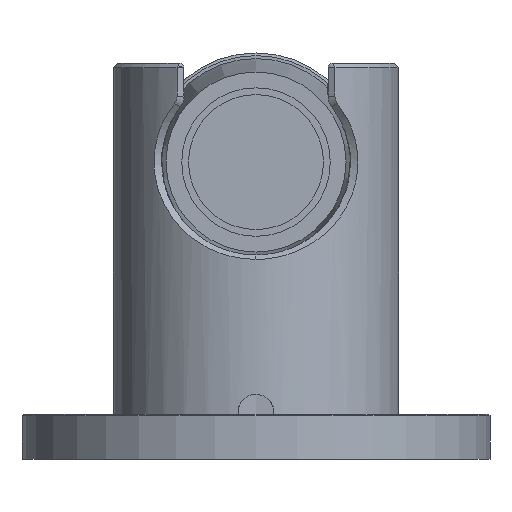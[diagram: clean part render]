
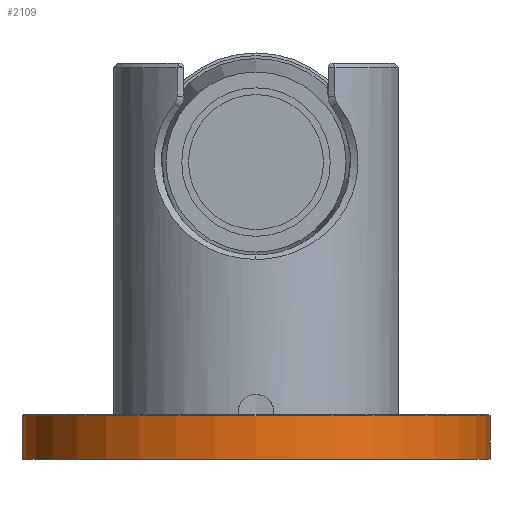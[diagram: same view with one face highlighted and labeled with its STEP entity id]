
A CAD part, front view. The second image highlights one B-rep face of the part: STEP entity #2109.
In plain terms, the highlighted cylindrical face has radius 26 mm (diameter 52 mm), a full revolution.
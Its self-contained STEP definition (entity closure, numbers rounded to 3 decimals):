
#115=CIRCLE('',#2378,26.);
#116=CIRCLE('',#2380,26.);
#202=CYLINDRICAL_SURFACE('',#2379,26.);
#549=ORIENTED_EDGE('',*,*,#1008,.F.);
#550=ORIENTED_EDGE('',*,*,#1007,.T.);
#1007=EDGE_CURVE('',#1250,#1250,#115,.T.);
#1008=EDGE_CURVE('',#1251,#1251,#116,.T.);
#1250=VERTEX_POINT('',#3758);
#1251=VERTEX_POINT('',#3761);
#1544=EDGE_LOOP('',(#549));
#1545=EDGE_LOOP('',(#550));
#1819=FACE_BOUND('',#1544,.T.);
#1820=FACE_BOUND('',#1545,.T.);
#2109=ADVANCED_FACE('',(#1819,#1820),#202,.T.);
#2378=AXIS2_PLACEMENT_3D('',#3757,#2673,#2674);
#2379=AXIS2_PLACEMENT_3D('',#3759,#2675,#2676);
#2380=AXIS2_PLACEMENT_3D('',#3760,#2677,#2678);
#2673=DIRECTION('',(0.,0.,-1.));
#2674=DIRECTION('',(1.,0.,0.));
#2675=DIRECTION('',(0.,0.,-1.));
#2676=DIRECTION('',(1.,0.,0.));
#2677=DIRECTION('',(0.,0.,-1.));
#2678=DIRECTION('',(1.,0.,0.));
#3757=CARTESIAN_POINT('',(0.,0.,4.8));
#3758=CARTESIAN_POINT('',(26.,0.,4.8));
#3759=CARTESIAN_POINT('',(0.,0.,5.25));
#3760=CARTESIAN_POINT('',(0.,0.,0.));
#3761=CARTESIAN_POINT('',(26.,0.,0.));
